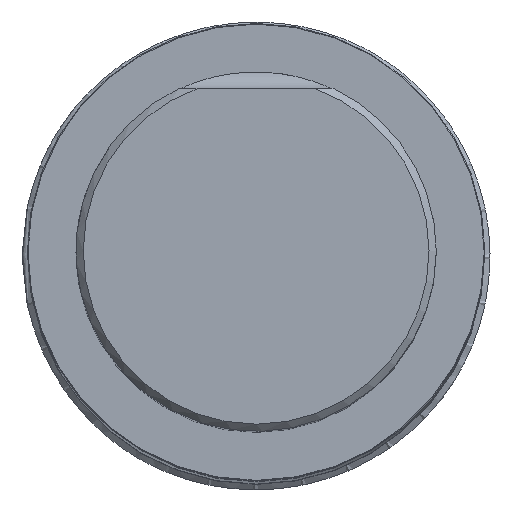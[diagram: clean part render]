
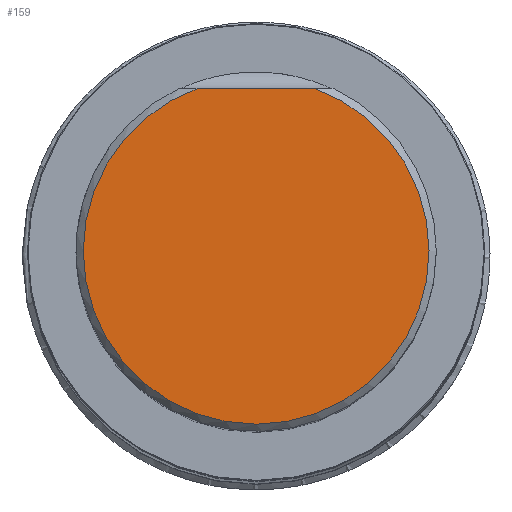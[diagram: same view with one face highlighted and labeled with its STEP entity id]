
A CAD part, top view. The second image highlights one B-rep face of the part: STEP entity #159.
In plain terms, the highlighted planar face has unit normal (0, 0, 1).
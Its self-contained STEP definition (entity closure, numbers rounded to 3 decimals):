
#106=PLANE('',#428);
#110=FACE_OUTER_BOUND('',#210,.T.);
#115=LINE('',#13538,#119);
#119=VECTOR('',#479,1.);
#131=CIRCLE('',#427,23.996);
#159=ADVANCED_FACE('CU_SU_1',(#110),#106,.T.);
#210=EDGE_LOOP('',(#241,#242));
#241=ORIENTED_EDGE('',*,*,#301,.F.);
#242=ORIENTED_EDGE('',*,*,#302,.F.);
#282=VERTEX_POINT('',#13536);
#283=VERTEX_POINT('',#13537);
#301=EDGE_CURVE('',#282,#283,#131,.T.);
#302=EDGE_CURVE('',#283,#282,#115,.T.);
#427=AXIS2_PLACEMENT_3D('',#13535,#477,#478);
#428=AXIS2_PLACEMENT_3D('',#13539,#480,#481);
#477=DIRECTION('',(0.,0.,-1.));
#478=DIRECTION('',(1.,0.,0.));
#479=DIRECTION('',(1.,0.,0.));
#480=DIRECTION('',(0.,0.,1.));
#481=DIRECTION('',(1.,0.,0.));
#13535=CARTESIAN_POINT('',(0.,0.,80.));
#13536=CARTESIAN_POINT('',(8.054,22.604,80.));
#13537=CARTESIAN_POINT('',(-8.054,22.604,80.));
#13538=CARTESIAN_POINT('',(-50.,22.604,80.));
#13539=CARTESIAN_POINT('',(0.,0.,80.));
